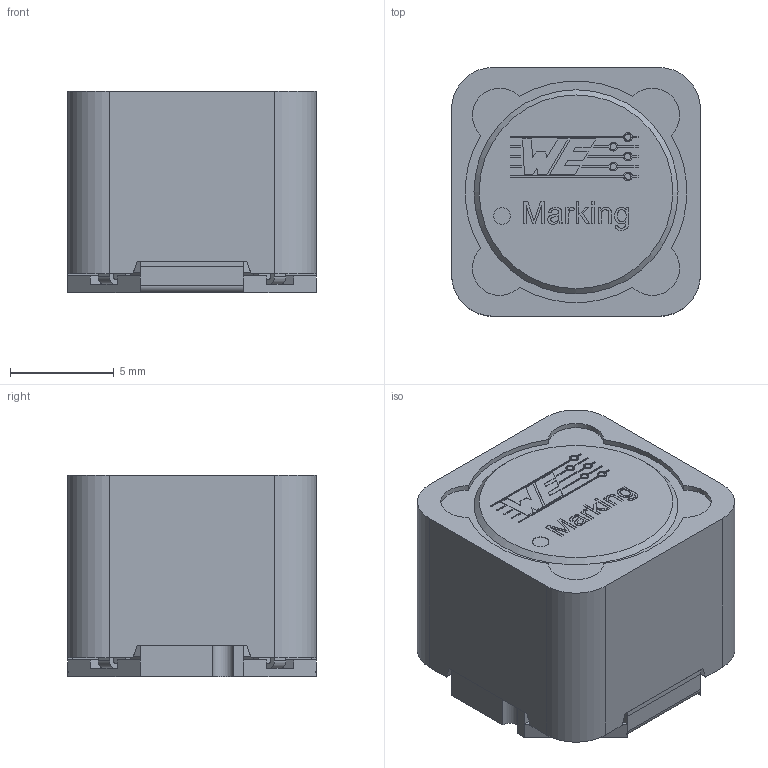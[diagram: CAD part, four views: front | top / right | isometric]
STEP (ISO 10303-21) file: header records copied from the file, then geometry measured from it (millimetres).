
FILE_DESCRIPTION(/* description */ ('Unknown'),/* implementation_level */ '2;1');
FILE_NAME(/* name */ '7687709xxx',/* time_stamp */ '2019-04-24T09:31:26+02:00',/* author */ ('Unknown'),/* organization */ ('Unknown'),/* preprocessor_version */ 'ST-DEVELOPER v16.7',/* originating_system */ 'DEX',/* authorisation */ $);
FILE_SCHEMA (('AUTOMOTIVE_DESIGN {1 0 10303 214 3 1 1}'));
Length unit declared in the file: millimetre
Products named in the file (6): 7687709xxx; Base; SolderPad; Core; Ferrite Shield; Glue
Assembly tree (6 placements, depth 2):
  7687709xxx
    Base
    SolderPad  x2
    Core
    Ferrite Shield
    Glue
Bounding box: 12 x 12 x 9.7 mm (x, y, z)
Volume: 932.5 mm3; surface area: 1925.2 mm2
Topology: 6 solids, 6 shells, 420 faces, 1146 edges, 749 vertices
Faces by surface type: plane 325, cylinder 60, bspline 31, cone 2, torus 2
Full cylindrical faces by diameter (mm): 0.8 x1, 6.5 x1, 9.85 x2, 10.1 x1
Entity records: 14471 total; most frequent: CARTESIAN_POINT 3622, ORIENTED_EDGE 2088, DIRECTION 1712, EDGE_CURVE 1044, VERTEX_POINT 692, LINE 676, VECTOR 676, AXIS2_PLACEMENT_3D 518
